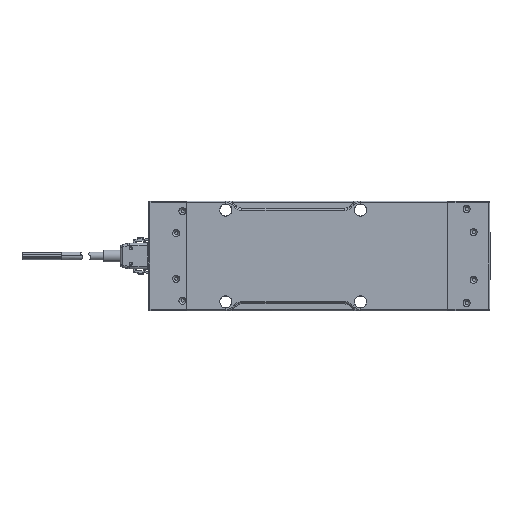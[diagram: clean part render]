
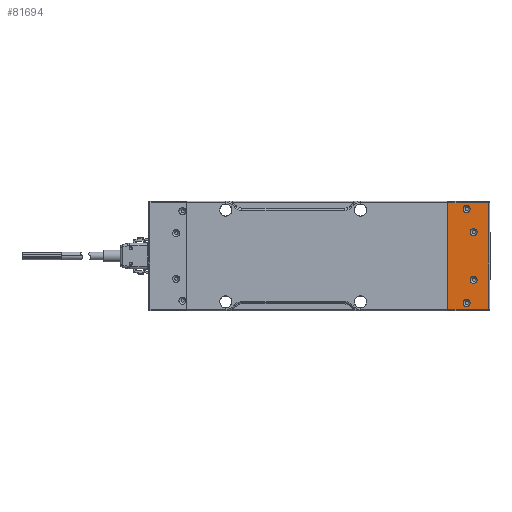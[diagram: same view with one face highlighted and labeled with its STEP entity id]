
A CAD part, top view. The second image highlights one B-rep face of the part: STEP entity #81694.
In plain terms, the highlighted planar face has unit normal (0, 0, 1).
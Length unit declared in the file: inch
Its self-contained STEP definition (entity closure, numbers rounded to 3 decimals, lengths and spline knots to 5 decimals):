
#455 = CARTESIAN_POINT ( 'NONE',  ( -4.13671, 1.461, -1.48964 ) ) ;
#529 = EDGE_CURVE ( 'NONE', #3141, #9320, #33195, .T. ) ;
#896 = CARTESIAN_POINT ( 'NONE',  ( -4.46144, 1.3816, -1.48964 ) ) ;
#1253 = EDGE_CURVE ( 'NONE', #2426, #83610, #79778, .T. ) ;
#2426 = VERTEX_POINT ( 'NONE', #896 ) ;
#3022 = DIRECTION ( 'NONE',  ( 1., 0., 0. ) ) ;
#3141 = VERTEX_POINT ( 'NONE', #32688 ) ;
#4228 = CIRCLE ( 'NONE', #41207, 0.04511 ) ;
#4400 = FACE_BOUND ( 'NONE', #88804, .T. ) ;
#4867 = EDGE_LOOP ( 'NONE', ( #16923, #44320 ) ) ;
#8015 = ORIENTED_EDGE ( 'NONE', *, *, #529, .F. ) ;
#9320 = VERTEX_POINT ( 'NONE', #78733 ) ;
#10493 = DIRECTION ( 'NONE',  ( 0., 0., 1. ) ) ;
#11209 = VECTOR ( 'NONE', #44995, 39.37008 ) ;
#13133 = CARTESIAN_POINT ( 'NONE',  ( -4.65508, 1.461, -1.48964 ) ) ;
#13842 = VECTOR ( 'NONE', #71954, 39.37008 ) ;
#14788 = EDGE_LOOP ( 'NONE', ( #88037, #83422 ) ) ;
#16923 = ORIENTED_EDGE ( 'NONE', *, *, #63162, .F. ) ;
#16986 = FACE_OUTER_BOUND ( 'NONE', #47840, .T. ) ;
#17557 = ORIENTED_EDGE ( 'NONE', *, *, #90145, .F. ) ;
#18240 = CARTESIAN_POINT ( 'NONE',  ( -4.41632, 1.3816, -1.48964 ) ) ;
#19142 = CARTESIAN_POINT ( 'NONE',  ( -4.28121, 0.47943, -1.48964 ) ) ;
#20036 = EDGE_CURVE ( 'NONE', #94639, #32672, #38598, .T. ) ;
#21250 = DIRECTION ( 'NONE',  ( 0., 0., 1. ) ) ;
#21627 = PLANE ( 'NONE',  #43418 ) ;
#21957 = DIRECTION ( 'NONE',  ( 0., -1., 0. ) ) ;
#22151 = EDGE_CURVE ( 'NONE', #32672, #94639, #41279, .T. ) ;
#23554 = VERTEX_POINT ( 'NONE', #27216 ) ;
#24043 = VERTEX_POINT ( 'NONE', #90418 ) ;
#24960 = EDGE_CURVE ( 'NONE', #33163, #24043, #64437, .T. ) ;
#25183 = CARTESIAN_POINT ( 'NONE',  ( -4.41632, 0.18443, -1.48964 ) ) ;
#26141 = EDGE_CURVE ( 'NONE', #9320, #33163, #53738, .T. ) ;
#26796 = ORIENTED_EDGE ( 'NONE', *, *, #78233, .F. ) ;
#27216 = CARTESIAN_POINT ( 'NONE',  ( -4.28121, 1.0866, -1.48964 ) ) ;
#27235 = CARTESIAN_POINT ( 'NONE',  ( -4.65508, 1.461, -1.48964 ) ) ;
#28359 = CARTESIAN_POINT ( 'NONE',  ( -4.41632, 1.3816, -1.48964 ) ) ;
#30832 = FACE_BOUND ( 'NONE', #4867, .T. ) ;
#31951 = EDGE_CURVE ( 'NONE', #38733, #39303, #4228, .T. ) ;
#32672 = VERTEX_POINT ( 'NONE', #43142 ) ;
#32688 = CARTESIAN_POINT ( 'NONE',  ( -4.13671, 0.10503, -1.48964 ) ) ;
#32746 = CARTESIAN_POINT ( 'NONE',  ( -4.32632, 1.0866, -1.48964 ) ) ;
#33163 = VERTEX_POINT ( 'NONE', #13133 ) ;
#33195 = LINE ( 'NONE', #51611, #49296 ) ;
#35890 = CARTESIAN_POINT ( 'NONE',  ( -4.41632, 0.18443, -1.48964 ) ) ;
#37049 = ORIENTED_EDGE ( 'NONE', *, *, #24960, .F. ) ;
#37578 = CIRCLE ( 'NONE', #80804, 0.04511 ) ;
#38598 = CIRCLE ( 'NONE', #68919, 0.04511 ) ;
#38733 = VERTEX_POINT ( 'NONE', #55925 ) ;
#38817 = EDGE_LOOP ( 'NONE', ( #26796, #17557 ) ) ;
#38968 = AXIS2_PLACEMENT_3D ( 'NONE', #28359, #21250, #73405 ) ;
#39303 = VERTEX_POINT ( 'NONE', #19142 ) ;
#40824 = VECTOR ( 'NONE', #21957, 39.37008 ) ;
#41207 = AXIS2_PLACEMENT_3D ( 'NONE', #55759, #77078, #85749 ) ;
#41279 = CIRCLE ( 'NONE', #61678, 0.04511 ) ;
#41772 = CARTESIAN_POINT ( 'NONE',  ( -4.46144, 0.18443, -1.48964 ) ) ;
#42738 = ORIENTED_EDGE ( 'NONE', *, *, #72602, .F. ) ;
#43142 = CARTESIAN_POINT ( 'NONE',  ( -4.37121, 0.18443, -1.48964 ) ) ;
#43418 = AXIS2_PLACEMENT_3D ( 'NONE', #44149, #58609, #51830 ) ;
#44149 = CARTESIAN_POINT ( 'NONE',  ( -4.65508, 1.461, -1.48964 ) ) ;
#44320 = ORIENTED_EDGE ( 'NONE', *, *, #31951, .F. ) ;
#44995 = DIRECTION ( 'NONE',  ( 0., 1., 0. ) ) ;
#45539 = CIRCLE ( 'NONE', #89378, 0.04511 ) ;
#47179 = CARTESIAN_POINT ( 'NONE',  ( -4.32632, 0.47943, -1.48964 ) ) ;
#47817 = DIRECTION ( 'NONE',  ( 1., 0., 0. ) ) ;
#47840 = EDGE_LOOP ( 'NONE', ( #37049, #73022, #8015, #86272 ) ) ;
#47842 = DIRECTION ( 'NONE',  ( 0., 0., 1. ) ) ;
#49296 = VECTOR ( 'NONE', #79995, 39.37008 ) ;
#51611 = CARTESIAN_POINT ( 'NONE',  ( -4.65508, 0.10503, -1.48964 ) ) ;
#51830 = DIRECTION ( 'NONE',  ( -1., 0., 0. ) ) ;
#53057 = DIRECTION ( 'NONE',  ( 1., 0., 0. ) ) ;
#53738 = LINE ( 'NONE', #89322, #11209 ) ;
#55099 = DIRECTION ( 'NONE',  ( 0., 0., 1. ) ) ;
#55759 = CARTESIAN_POINT ( 'NONE',  ( -4.32632, 0.47943, -1.48964 ) ) ;
#55925 = CARTESIAN_POINT ( 'NONE',  ( -4.37144, 0.47943, -1.48964 ) ) ;
#57906 = VERTEX_POINT ( 'NONE', #73675 ) ;
#58609 = DIRECTION ( 'NONE',  ( 0., 0., -1. ) ) ;
#60461 = CARTESIAN_POINT ( 'NONE',  ( -4.37121, 1.3816, -1.48964 ) ) ;
#60472 = EDGE_CURVE ( 'NONE', #24043, #3141, #62655, .T. ) ;
#61678 = AXIS2_PLACEMENT_3D ( 'NONE', #25183, #55099, #3022 ) ;
#62655 = LINE ( 'NONE', #455, #40824 ) ;
#63162 = EDGE_CURVE ( 'NONE', #39303, #38733, #45539, .T. ) ;
#64437 = LINE ( 'NONE', #27235, #13842 ) ;
#64839 = DIRECTION ( 'NONE',  ( 0., 0., 1. ) ) ;
#66248 = CIRCLE ( 'NONE', #94235, 0.04511 ) ;
#68919 = AXIS2_PLACEMENT_3D ( 'NONE', #35890, #64839, #94725 ) ;
#71137 = FACE_BOUND ( 'NONE', #14788, .T. ) ;
#71954 = DIRECTION ( 'NONE',  ( 1., 0., 0. ) ) ;
#72602 = EDGE_CURVE ( 'NONE', #83610, #2426, #93884, .T. ) ;
#73022 = ORIENTED_EDGE ( 'NONE', *, *, #26141, .F. ) ;
#73405 = DIRECTION ( 'NONE',  ( 1., 0., 0. ) ) ;
#73675 = CARTESIAN_POINT ( 'NONE',  ( -4.37144, 1.0866, -1.48964 ) ) ;
#73761 = CARTESIAN_POINT ( 'NONE',  ( -4.32632, 1.0866, -1.48964 ) ) ;
#75736 = FACE_BOUND ( 'NONE', #38817, .T. ) ;
#77078 = DIRECTION ( 'NONE',  ( 0., 0., 1. ) ) ;
#78233 = EDGE_CURVE ( 'NONE', #23554, #57906, #66248, .T. ) ;
#78733 = CARTESIAN_POINT ( 'NONE',  ( -4.65508, 0.10503, -1.48964 ) ) ;
#79778 = CIRCLE ( 'NONE', #89516, 0.04511 ) ;
#79995 = DIRECTION ( 'NONE',  ( -1., 0., 0. ) ) ;
#80804 = AXIS2_PLACEMENT_3D ( 'NONE', #73761, #82408, #53057 ) ;
#81694 = ADVANCED_FACE ( 'NONE', ( #16986, #4400, #30832, #71137, #75736 ), #21627, .F. ) ;
#82408 = DIRECTION ( 'NONE',  ( 0., 0., 1. ) ) ;
#83422 = ORIENTED_EDGE ( 'NONE', *, *, #20036, .F. ) ;
#83610 = VERTEX_POINT ( 'NONE', #60461 ) ;
#85250 = DIRECTION ( 'NONE',  ( 1., 0., 0. ) ) ;
#85749 = DIRECTION ( 'NONE',  ( 1., 0., 0. ) ) ;
#85773 = ORIENTED_EDGE ( 'NONE', *, *, #1253, .F. ) ;
#86272 = ORIENTED_EDGE ( 'NONE', *, *, #60472, .F. ) ;
#88037 = ORIENTED_EDGE ( 'NONE', *, *, #22151, .F. ) ;
#88804 = EDGE_LOOP ( 'NONE', ( #42738, #85773 ) ) ;
#89322 = CARTESIAN_POINT ( 'NONE',  ( -4.65508, 1.461, -1.48964 ) ) ;
#89378 = AXIS2_PLACEMENT_3D ( 'NONE', #47179, #10493, #47817 ) ;
#89516 = AXIS2_PLACEMENT_3D ( 'NONE', #18240, #47842, #92889 ) ;
#90145 = EDGE_CURVE ( 'NONE', #57906, #23554, #37578, .T. ) ;
#90418 = CARTESIAN_POINT ( 'NONE',  ( -4.13671, 1.461, -1.48964 ) ) ;
#91273 = DIRECTION ( 'NONE',  ( 0., 0., 1. ) ) ;
#92889 = DIRECTION ( 'NONE',  ( 1., 0., 0. ) ) ;
#93884 = CIRCLE ( 'NONE', #38968, 0.04511 ) ;
#94235 = AXIS2_PLACEMENT_3D ( 'NONE', #32746, #91273, #85250 ) ;
#94639 = VERTEX_POINT ( 'NONE', #41772 ) ;
#94725 = DIRECTION ( 'NONE',  ( 1., 0., 0. ) ) ;
